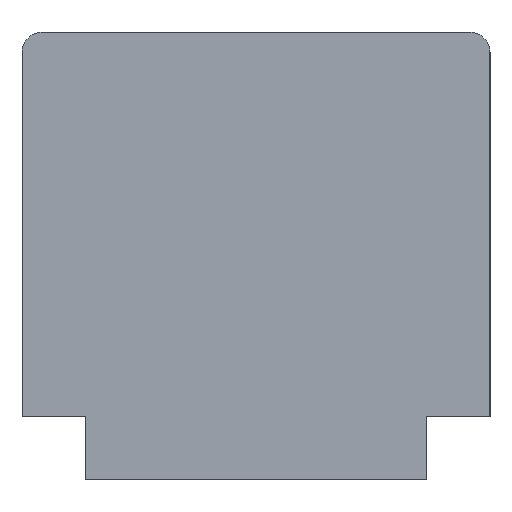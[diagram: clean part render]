
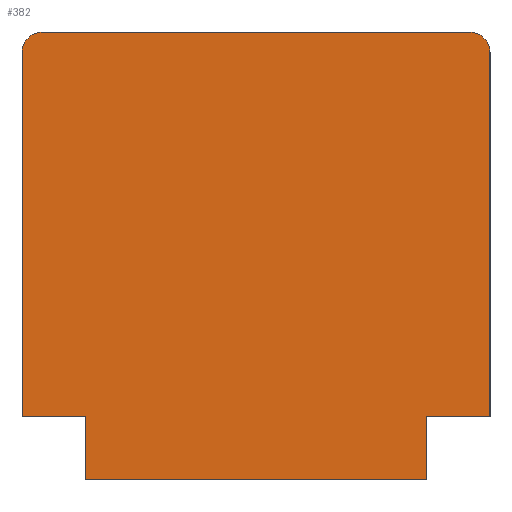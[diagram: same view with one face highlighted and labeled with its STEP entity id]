
A CAD part, left-side view. The second image highlights one B-rep face of the part: STEP entity #382.
In plain terms, the highlighted planar face has unit normal (-1, 0, 0).
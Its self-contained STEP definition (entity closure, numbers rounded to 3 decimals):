
#296=AXIS2_PLACEMENT_3D('Circle Axis2P3D',#294,#295,$) ;
#314=AXIS2_PLACEMENT_3D('Plane Axis2P3D',#311,#312,#313) ;
#325=AXIS2_PLACEMENT_3D('Circle Axis2P3D',#323,#324,$) ;
#243=CARTESIAN_POINT('Vertex',(0.,0.,21.)) ;
#246=CARTESIAN_POINT('Line Origine',(0.,0.,12.05)) ;
#250=CARTESIAN_POINT('Vertex',(0.,0.,3.1)) ;
#291=CARTESIAN_POINT('Vertex',(0.,1.,22.)) ;
#294=CARTESIAN_POINT('Axis2P3D Location',(0.,1.,21.)) ;
#311=CARTESIAN_POINT('Axis2P3D Location',(0.,23.,0.)) ;
#316=CARTESIAN_POINT('Line Origine',(0.,11.5,22.)) ;
#320=CARTESIAN_POINT('Vertex',(0.,22.,22.)) ;
#323=CARTESIAN_POINT('Axis2P3D Location',(0.,22.,21.)) ;
#327=CARTESIAN_POINT('Vertex',(0.,23.,21.)) ;
#330=CARTESIAN_POINT('Line Origine',(0.,23.,12.05)) ;
#334=CARTESIAN_POINT('Vertex',(0.,23.,3.1)) ;
#337=CARTESIAN_POINT('Line Origine',(0.,21.45,3.1)) ;
#341=CARTESIAN_POINT('Vertex',(0.,19.9,3.1)) ;
#344=CARTESIAN_POINT('Line Origine',(0.,19.9,1.55)) ;
#348=CARTESIAN_POINT('Vertex',(0.,19.9,0.)) ;
#351=CARTESIAN_POINT('Line Origine',(0.,11.5,0.)) ;
#355=CARTESIAN_POINT('Vertex',(0.,3.1,0.)) ;
#358=CARTESIAN_POINT('Line Origine',(0.,3.1,1.55)) ;
#362=CARTESIAN_POINT('Vertex',(0.,3.1,3.1)) ;
#365=CARTESIAN_POINT('Line Origine',(0.,1.55,3.1)) ;
#247=DIRECTION('Vector Direction',(0.,0.,1.)) ;
#295=DIRECTION('Axis2P3D Direction',(-1.,0.,-0.)) ;
#312=DIRECTION('Axis2P3D Direction',(-1.,0.,-0.)) ;
#313=DIRECTION('Axis2P3D XDirection',(0.,1.,0.)) ;
#317=DIRECTION('Vector Direction',(0.,-1.,0.)) ;
#324=DIRECTION('Axis2P3D Direction',(-1.,0.,-0.)) ;
#331=DIRECTION('Vector Direction',(0.,0.,1.)) ;
#338=DIRECTION('Vector Direction',(0.,-1.,0.)) ;
#345=DIRECTION('Vector Direction',(0.,0.,1.)) ;
#352=DIRECTION('Vector Direction',(0.,-1.,0.)) ;
#359=DIRECTION('Vector Direction',(0.,0.,1.)) ;
#366=DIRECTION('Vector Direction',(0.,-1.,0.)) ;
#248=VECTOR('Line Direction',#247,1.) ;
#318=VECTOR('Line Direction',#317,1.) ;
#332=VECTOR('Line Direction',#331,1.) ;
#339=VECTOR('Line Direction',#338,1.) ;
#346=VECTOR('Line Direction',#345,1.) ;
#353=VECTOR('Line Direction',#352,1.) ;
#360=VECTOR('Line Direction',#359,1.) ;
#367=VECTOR('Line Direction',#366,1.) ;
#371=ORIENTED_EDGE('',*,*,#252,.T.) ;
#372=ORIENTED_EDGE('',*,*,#298,.T.) ;
#373=ORIENTED_EDGE('',*,*,#322,.T.) ;
#374=ORIENTED_EDGE('',*,*,#329,.T.) ;
#375=ORIENTED_EDGE('',*,*,#336,.T.) ;
#376=ORIENTED_EDGE('',*,*,#343,.T.) ;
#377=ORIENTED_EDGE('',*,*,#350,.T.) ;
#378=ORIENTED_EDGE('',*,*,#357,.T.) ;
#379=ORIENTED_EDGE('',*,*,#364,.T.) ;
#380=ORIENTED_EDGE('',*,*,#369,.T.) ;
#382=ADVANCED_FACE('KLTR MK6/6.1\\KLTR',(#381),#315,.T.) ;
#297=CIRCLE('generated circle',#296,1.) ;
#326=CIRCLE('generated circle',#325,1.) ;
#252=EDGE_CURVE('',#251,#244,#249,.T.) ;
#298=EDGE_CURVE('',#244,#292,#297,.T.) ;
#322=EDGE_CURVE('',#292,#321,#319,.F.) ;
#329=EDGE_CURVE('',#321,#328,#326,.T.) ;
#336=EDGE_CURVE('',#328,#335,#333,.F.) ;
#343=EDGE_CURVE('',#335,#342,#340,.T.) ;
#350=EDGE_CURVE('',#342,#349,#347,.F.) ;
#357=EDGE_CURVE('',#349,#356,#354,.T.) ;
#364=EDGE_CURVE('',#356,#363,#361,.T.) ;
#369=EDGE_CURVE('',#363,#251,#368,.T.) ;
#370=EDGE_LOOP('',(#371,#372,#373,#374,#375,#376,#377,#378,#379,#380)) ;
#381=FACE_OUTER_BOUND('',#370,.T.) ;
#249=LINE('Line',#246,#248) ;
#319=LINE('Line',#316,#318) ;
#333=LINE('Line',#330,#332) ;
#340=LINE('Line',#337,#339) ;
#347=LINE('Line',#344,#346) ;
#354=LINE('Line',#351,#353) ;
#361=LINE('Line',#358,#360) ;
#368=LINE('Line',#365,#367) ;
#315=PLANE('',#314) ;
#244=VERTEX_POINT('',#243) ;
#251=VERTEX_POINT('',#250) ;
#292=VERTEX_POINT('',#291) ;
#321=VERTEX_POINT('',#320) ;
#328=VERTEX_POINT('',#327) ;
#335=VERTEX_POINT('',#334) ;
#342=VERTEX_POINT('',#341) ;
#349=VERTEX_POINT('',#348) ;
#356=VERTEX_POINT('',#355) ;
#363=VERTEX_POINT('',#362) ;
